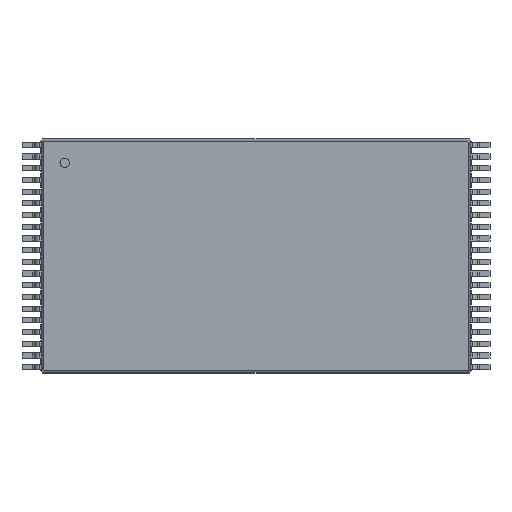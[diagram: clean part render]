
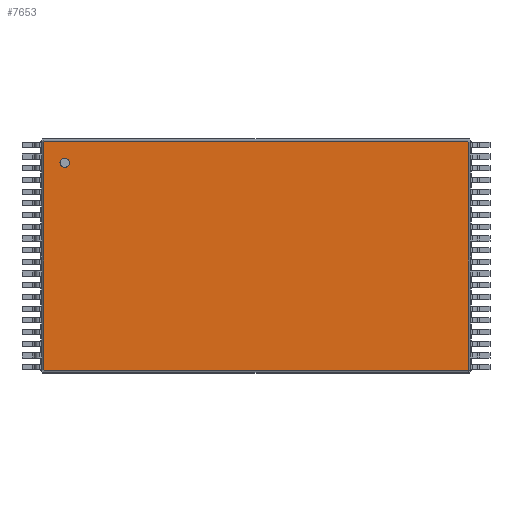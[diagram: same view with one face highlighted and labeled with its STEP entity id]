
A CAD part, top view. The second image highlights one B-rep face of the part: STEP entity #7653.
In plain terms, the highlighted planar face has unit normal (0, 0, 1).
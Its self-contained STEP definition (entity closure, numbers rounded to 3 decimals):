
#2488 = VERTEX_POINT('',#2489);
#2489 = CARTESIAN_POINT('',(9.079,-4.849,1.1));
#2494 = EDGE_CURVE('',#2495,#2488,#2497,.T.);
#2495 = VERTEX_POINT('',#2496);
#2496 = CARTESIAN_POINT('',(9.079,4.849,1.1));
#2497 = LINE('',#2498,#2499);
#2498 = CARTESIAN_POINT('',(9.079,4.849,1.1));
#2499 = VECTOR('',#2500,1.);
#2500 = DIRECTION('',(0.,-1.,0.));
#7636 = VERTEX_POINT('',#7637);
#7637 = CARTESIAN_POINT('',(9.049,-4.879,1.1));
#7642 = EDGE_CURVE('',#2488,#7636,#7643,.T.);
#7643 = LINE('',#7644,#7645);
#7644 = CARTESIAN_POINT('',(9.079,-4.849,1.1));
#7645 = VECTOR('',#7646,1.);
#7646 = DIRECTION('',(-0.707,-0.707,0.));
#7653 = ADVANCED_FACE('',(#7654,#7704),#7715,.F.);
#7654 = FACE_BOUND('',#7655,.F.);
#7655 = EDGE_LOOP('',(#7656,#7666,#7672,#7673,#7674,#7682,#7690,#7698));
#7656 = ORIENTED_EDGE('',*,*,#7657,.T.);
#7657 = EDGE_CURVE('',#7658,#7660,#7662,.T.);
#7658 = VERTEX_POINT('',#7659);
#7659 = CARTESIAN_POINT('',(-9.049,4.879,1.1));
#7660 = VERTEX_POINT('',#7661);
#7661 = CARTESIAN_POINT('',(9.049,4.879,1.1));
#7662 = LINE('',#7663,#7664);
#7663 = CARTESIAN_POINT('',(-9.049,4.879,1.1));
#7664 = VECTOR('',#7665,1.);
#7665 = DIRECTION('',(1.,0.,0.));
#7666 = ORIENTED_EDGE('',*,*,#7667,.T.);
#7667 = EDGE_CURVE('',#7660,#2495,#7668,.T.);
#7668 = LINE('',#7669,#7670);
#7669 = CARTESIAN_POINT('',(9.049,4.879,1.1));
#7670 = VECTOR('',#7671,1.);
#7671 = DIRECTION('',(0.707,-0.707,0.));
#7672 = ORIENTED_EDGE('',*,*,#2494,.T.);
#7673 = ORIENTED_EDGE('',*,*,#7642,.T.);
#7674 = ORIENTED_EDGE('',*,*,#7675,.T.);
#7675 = EDGE_CURVE('',#7636,#7676,#7678,.T.);
#7676 = VERTEX_POINT('',#7677);
#7677 = CARTESIAN_POINT('',(-9.049,-4.879,1.1));
#7678 = LINE('',#7679,#7680);
#7679 = CARTESIAN_POINT('',(9.049,-4.879,1.1));
#7680 = VECTOR('',#7681,1.);
#7681 = DIRECTION('',(-1.,0.,0.));
#7682 = ORIENTED_EDGE('',*,*,#7683,.T.);
#7683 = EDGE_CURVE('',#7676,#7684,#7686,.T.);
#7684 = VERTEX_POINT('',#7685);
#7685 = CARTESIAN_POINT('',(-9.079,-4.849,1.1));
#7686 = LINE('',#7687,#7688);
#7687 = CARTESIAN_POINT('',(-9.049,-4.879,1.1));
#7688 = VECTOR('',#7689,1.);
#7689 = DIRECTION('',(-0.707,0.707,0.));
#7690 = ORIENTED_EDGE('',*,*,#7691,.T.);
#7691 = EDGE_CURVE('',#7684,#7692,#7694,.T.);
#7692 = VERTEX_POINT('',#7693);
#7693 = CARTESIAN_POINT('',(-9.079,4.849,1.1));
#7694 = LINE('',#7695,#7696);
#7695 = CARTESIAN_POINT('',(-9.079,-4.849,1.1));
#7696 = VECTOR('',#7697,1.);
#7697 = DIRECTION('',(0.,1.,0.));
#7698 = ORIENTED_EDGE('',*,*,#7699,.T.);
#7699 = EDGE_CURVE('',#7692,#7658,#7700,.T.);
#7700 = LINE('',#7701,#7702);
#7701 = CARTESIAN_POINT('',(-9.079,4.849,1.1));
#7702 = VECTOR('',#7703,1.);
#7703 = DIRECTION('',(0.707,0.707,0.));
#7704 = FACE_BOUND('',#7705,.F.);
#7705 = EDGE_LOOP('',(#7706));
#7706 = ORIENTED_EDGE('',*,*,#7707,.T.);
#7707 = EDGE_CURVE('',#7708,#7708,#7710,.T.);
#7708 = VERTEX_POINT('',#7709);
#7709 = CARTESIAN_POINT('',(-8.179,3.779,1.1));
#7710 = CIRCLE('',#7711,0.2);
#7711 = AXIS2_PLACEMENT_3D('',#7712,#7713,#7714);
#7712 = CARTESIAN_POINT('',(-8.179,3.979,1.1));
#7713 = DIRECTION('',(0.,0.,1.));
#7714 = DIRECTION('',(0.,-1.,0.));
#7715 = PLANE('',#7716);
#7716 = AXIS2_PLACEMENT_3D('',#7717,#7718,#7719);
#7717 = CARTESIAN_POINT('',(-9.049,4.879,1.1));
#7718 = DIRECTION('',(0.,-0.,-1.));
#7719 = DIRECTION('',(0.881,-0.473,0.));
